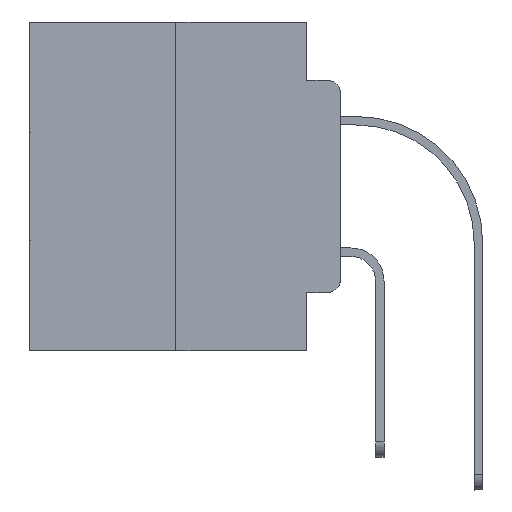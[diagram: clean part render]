
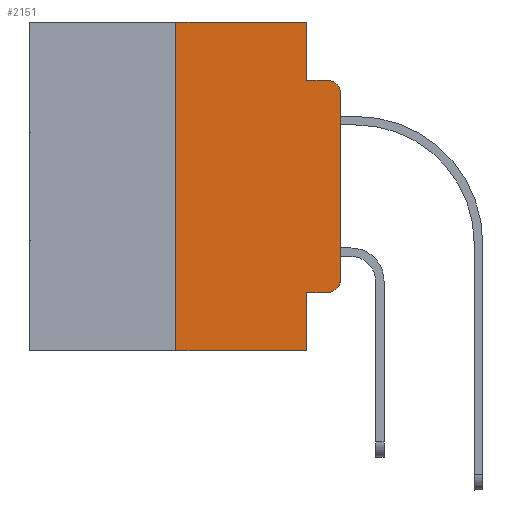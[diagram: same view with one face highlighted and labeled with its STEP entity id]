
A CAD part, left-side view. The second image highlights one B-rep face of the part: STEP entity #2151.
In plain terms, the highlighted planar face has unit normal (-1, 0, 0).
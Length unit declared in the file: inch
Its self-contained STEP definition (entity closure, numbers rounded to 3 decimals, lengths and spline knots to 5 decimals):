
#403 = DIRECTION ( 'NONE',  ( 0., 0., -1. ) ) ;
#554 = DIRECTION ( 'NONE',  ( -1., 0., 0. ) ) ;
#1467 = ORIENTED_EDGE ( 'NONE', *, *, #13204, .F. ) ;
#1838 = CARTESIAN_POINT ( 'NONE',  ( 0., 0.02, -0.4115 ) ) ;
#1935 = VECTOR ( 'NONE', #21324, 39.37008 ) ;
#2068 = VECTOR ( 'NONE', #13518, 39.37008 ) ;
#2151 = ADVANCED_FACE ( 'NONE', ( #6631 ), #25659, .F. ) ;
#3904 = VERTEX_POINT ( 'NONE', #22255 ) ;
#4128 = ORIENTED_EDGE ( 'NONE', *, *, #17577, .T. ) ;
#4400 = CIRCLE ( 'NONE', #17831, 0.02 ) ;
#4713 = VECTOR ( 'NONE', #21582, 39.37008 ) ;
#4760 = DIRECTION ( 'NONE',  ( 1., 0., 0. ) ) ;
#4853 = VERTEX_POINT ( 'NONE', #29352 ) ;
#4899 = LINE ( 'NONE', #12052, #4713 ) ;
#5017 = ORIENTED_EDGE ( 'NONE', *, *, #10995, .F. ) ;
#6358 = VECTOR ( 'NONE', #21544, 39.37008 ) ;
#6540 = LINE ( 'NONE', #18560, #10904 ) ;
#6631 = FACE_OUTER_BOUND ( 'NONE', #11937, .T. ) ;
#7564 = VECTOR ( 'NONE', #26345, 39.37008 ) ;
#7955 = VERTEX_POINT ( 'NONE', #12006 ) ;
#9202 = DIRECTION ( 'NONE',  ( 0., 0., -1. ) ) ;
#9645 = LINE ( 'NONE', #18845, #27884 ) ;
#9827 = CARTESIAN_POINT ( 'NONE',  ( 0., 0.051, -0.4115 ) ) ;
#9887 = EDGE_CURVE ( 'NONE', #4853, #29197, #14285, .T. ) ;
#9964 = LINE ( 'NONE', #10265, #21531 ) ;
#9997 = LINE ( 'NONE', #19500, #6358 ) ;
#10265 = CARTESIAN_POINT ( 'NONE',  ( 0., 0.051, -0.0885 ) ) ;
#10445 = CARTESIAN_POINT ( 'NONE',  ( 0., 0.051, -0.5 ) ) ;
#10904 = VECTOR ( 'NONE', #9202, 39.37008 ) ;
#10995 = EDGE_CURVE ( 'NONE', #15886, #7955, #9645, .T. ) ;
#11007 = CARTESIAN_POINT ( 'NONE',  ( 0., 0.02, -0.1085 ) ) ;
#11823 = VERTEX_POINT ( 'NONE', #16620 ) ;
#11937 = EDGE_LOOP ( 'NONE', ( #4128, #28461, #1467, #27819, #5017, #19184, #18659, #24724, #21600, #17899 ) ) ;
#12006 = CARTESIAN_POINT ( 'NONE',  ( 0., 0.051, 0. ) ) ;
#12052 = CARTESIAN_POINT ( 'NONE',  ( 0., 0.25, 0. ) ) ;
#13204 = EDGE_CURVE ( 'NONE', #17129, #26046, #9964, .T. ) ;
#13518 = DIRECTION ( 'NONE',  ( 0., 0., 1. ) ) ;
#13834 = CARTESIAN_POINT ( 'NONE',  ( 0., 0., 0. ) ) ;
#14285 = LINE ( 'NONE', #19284, #1935 ) ;
#15663 = CARTESIAN_POINT ( 'NONE',  ( 0., 0.051, -0.4115 ) ) ;
#15886 = VERTEX_POINT ( 'NONE', #17077 ) ;
#16287 = CARTESIAN_POINT ( 'NONE',  ( 0., 0.473, 0. ) ) ;
#16620 = CARTESIAN_POINT ( 'NONE',  ( 0., 0., -0.1085 ) ) ;
#16827 = LINE ( 'NONE', #9827, #7564 ) ;
#17019 = AXIS2_PLACEMENT_3D ( 'NONE', #16287, #4760, #17464 ) ;
#17077 = CARTESIAN_POINT ( 'NONE',  ( 0., 0.25, 0. ) ) ;
#17129 = VERTEX_POINT ( 'NONE', #21067 ) ;
#17289 = EDGE_CURVE ( 'NONE', #23048, #21294, #16827, .T. ) ;
#17464 = DIRECTION ( 'NONE',  ( 0., 0., -1. ) ) ;
#17577 = EDGE_CURVE ( 'NONE', #3904, #11823, #25393, .T. ) ;
#17756 = EDGE_CURVE ( 'NONE', #21294, #3904, #21529, .T. ) ;
#17831 = AXIS2_PLACEMENT_3D ( 'NONE', #11007, #20704, #30213 ) ;
#17899 = ORIENTED_EDGE ( 'NONE', *, *, #17756, .T. ) ;
#18560 = CARTESIAN_POINT ( 'NONE',  ( 0., 0.051, 0. ) ) ;
#18659 = ORIENTED_EDGE ( 'NONE', *, *, #9887, .T. ) ;
#18845 = CARTESIAN_POINT ( 'NONE',  ( 0., 0.473, 0. ) ) ;
#19184 = ORIENTED_EDGE ( 'NONE', *, *, #20659, .F. ) ;
#19284 = CARTESIAN_POINT ( 'NONE',  ( 0., 0.473, -0.5 ) ) ;
#19500 = CARTESIAN_POINT ( 'NONE',  ( 0., 0.051, 0. ) ) ;
#19774 = DIRECTION ( 'NONE',  ( 0., -1., 0. ) ) ;
#20659 = EDGE_CURVE ( 'NONE', #4853, #15886, #4899, .T. ) ;
#20704 = DIRECTION ( 'NONE',  ( -1., 0., 0. ) ) ;
#21067 = CARTESIAN_POINT ( 'NONE',  ( 0., 0.051, -0.0885 ) ) ;
#21294 = VERTEX_POINT ( 'NONE', #1838 ) ;
#21324 = DIRECTION ( 'NONE',  ( 0., -1., 0. ) ) ;
#21529 = CIRCLE ( 'NONE', #27049, 0.02 ) ;
#21531 = VECTOR ( 'NONE', #19774, 39.37008 ) ;
#21544 = DIRECTION ( 'NONE',  ( 0., 0., -1. ) ) ;
#21582 = DIRECTION ( 'NONE',  ( 0., 0., 1. ) ) ;
#21600 = ORIENTED_EDGE ( 'NONE', *, *, #17289, .T. ) ;
#22255 = CARTESIAN_POINT ( 'NONE',  ( 0., 0., -0.3915 ) ) ;
#23048 = VERTEX_POINT ( 'NONE', #15663 ) ;
#24017 = CARTESIAN_POINT ( 'NONE',  ( 0., 0.02, -0.0885 ) ) ;
#24288 = CARTESIAN_POINT ( 'NONE',  ( 0., 0.02, -0.3915 ) ) ;
#24373 = EDGE_CURVE ( 'NONE', #7955, #17129, #9997, .T. ) ;
#24724 = ORIENTED_EDGE ( 'NONE', *, *, #25928, .F. ) ;
#25000 = EDGE_CURVE ( 'NONE', #11823, #26046, #4400, .T. ) ;
#25393 = LINE ( 'NONE', #13834, #2068 ) ;
#25659 = PLANE ( 'NONE',  #17019 ) ;
#25928 = EDGE_CURVE ( 'NONE', #23048, #29197, #6540, .T. ) ;
#26046 = VERTEX_POINT ( 'NONE', #24017 ) ;
#26345 = DIRECTION ( 'NONE',  ( 0., -1., 0. ) ) ;
#27049 = AXIS2_PLACEMENT_3D ( 'NONE', #24288, #554, #403 ) ;
#27819 = ORIENTED_EDGE ( 'NONE', *, *, #24373, .F. ) ;
#27884 = VECTOR ( 'NONE', #28199, 39.37008 ) ;
#28199 = DIRECTION ( 'NONE',  ( 0., -1., 0. ) ) ;
#28461 = ORIENTED_EDGE ( 'NONE', *, *, #25000, .T. ) ;
#29197 = VERTEX_POINT ( 'NONE', #10445 ) ;
#29352 = CARTESIAN_POINT ( 'NONE',  ( 0., 0.25, -0.5 ) ) ;
#30213 = DIRECTION ( 'NONE',  ( 0., 0., -1. ) ) ;
